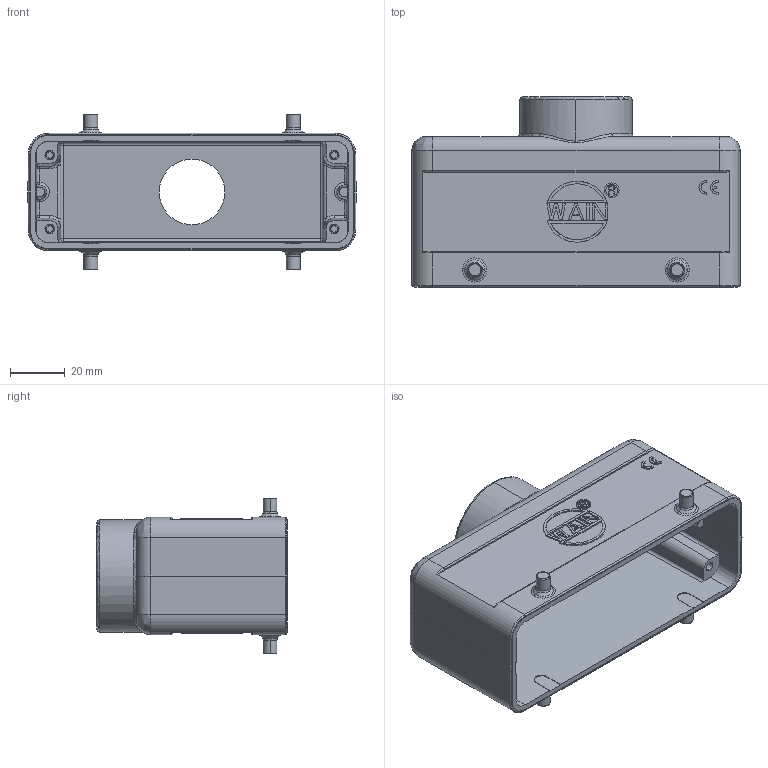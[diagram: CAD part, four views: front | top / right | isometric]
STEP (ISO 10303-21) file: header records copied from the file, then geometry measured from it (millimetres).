
FILE_DESCRIPTION(/* description */ (''),/* implementation_level */ '2;1');
FILE_NAME(/* name */ '3D_1240244301004_HV24B-TE-4B-PG21_V1.1.stp',/* time_stamp */ '2024-01-17T13:35:52+08:00',/* author */ (''),/* organization */ (''),/* preprocessor_version */ 'ST-DEVELOPER v18.1',/* originating_system */ 'SIEMENS PLM Software NX 1980',/* authorisation */ '');
FILE_SCHEMA (('AUTOMOTIVE_DESIGN { 1 0 10303 214 3 1 1 1 }'));
Length unit declared in the file: millimetre
Products named in the file (1): 14593C30272Bdvb6
Bounding box: 120 x 69.5 x 57 mm (x, y, z)
Volume: 79955.4 mm3; surface area: 45451.3 mm2
Topology: 3 solids, 3 shells, 484 faces, 1249 edges, 796 vertices
Faces by surface type: plane 256, cylinder 105, torus 50, cone 35, bspline 16, sphere 12, extrusion 8, revolution 2
Full cylindrical faces by diameter (mm): 24 x1, 26.9 x1
Entity records: 17053 total; most frequent: CARTESIAN_POINT 5625, ORIENTED_EDGE 2456, DIRECTION 2224, EDGE_CURVE 1228, VERTEX_POINT 794, VECTOR 762, LINE 754, AXIS2_PLACEMENT_3D 730
